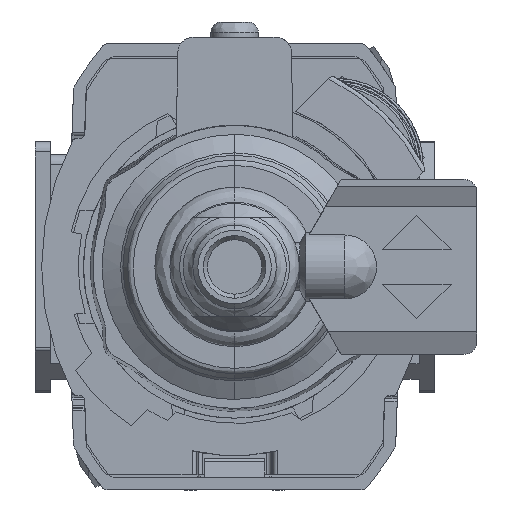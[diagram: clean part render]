
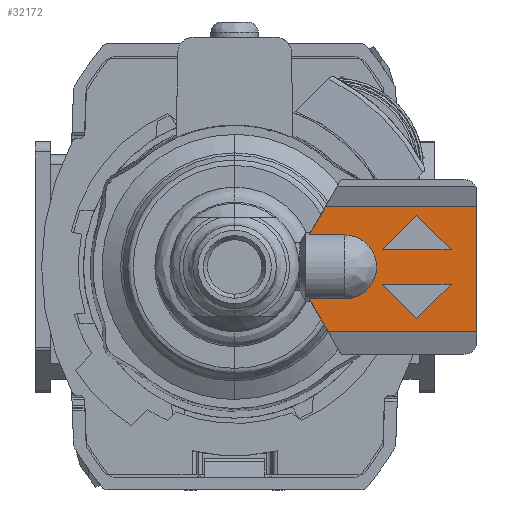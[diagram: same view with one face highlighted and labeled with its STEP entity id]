
A CAD part, front view. The second image highlights one B-rep face of the part: STEP entity #32172.
In plain terms, the highlighted planar face has unit normal (0, -1, 0).
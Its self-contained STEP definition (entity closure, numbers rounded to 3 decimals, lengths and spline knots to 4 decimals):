
#45 = LINE ( 'NONE', #3650, #17652 ) ;
#221 = CARTESIAN_POINT ( 'NONE',  ( 1.1122, -4.2446, -0.0787 ) ) ;
#684 = ORIENTED_EDGE ( 'NONE', *, *, #16997, .F. ) ;
#880 = CARTESIAN_POINT ( 'NONE',  ( 0.4168, -4.2446, 0.2756 ) ) ;
#1018 = EDGE_CURVE ( 'NONE', #19609, #41390, #25361, .T. ) ;
#1522 = EDGE_CURVE ( 'NONE', #25735, #19609, #3825, .T. ) ;
#1590 = VERTEX_POINT ( 'NONE', #33757 ) ;
#1768 = AXIS2_PLACEMENT_3D ( 'NONE', #2280, #37488, #14703 ) ;
#2155 = CARTESIAN_POINT ( 'NONE',  ( 1.1115, -4.2446, -0.2981 ) ) ;
#2280 = CARTESIAN_POINT ( 'NONE',  ( 1.1122, -4.2446, 0.2756 ) ) ;
#2604 = LINE ( 'NONE', #37797, #22772 ) ;
#2754 = VECTOR ( 'NONE', #29378, 39.3701 ) ;
#3123 = EDGE_CURVE ( 'NONE', #17647, #39009, #26942, .T. ) ;
#3462 = LINE ( 'NONE', #15641, #17508 ) ;
#3577 = CARTESIAN_POINT ( 'NONE',  ( 1.1115, -4.2446, 0.2756 ) ) ;
#3622 = CARTESIAN_POINT ( 'NONE',  ( 0.8358, -4.2446, 0.2362 ) ) ;
#3650 = CARTESIAN_POINT ( 'NONE',  ( 0.9933, -4.2446, 0.0787 ) ) ;
#3825 = LINE ( 'NONE', #9498, #4195 ) ;
#4195 = VECTOR ( 'NONE', #16618, 39.3701 ) ;
#5008 = CARTESIAN_POINT ( 'NONE',  ( 0.6783, -4.2446, 0.0787 ) ) ;
#5108 = DIRECTION ( 'NONE',  ( -0.707, 0., -0.707 ) ) ;
#5446 = EDGE_CURVE ( 'NONE', #41390, #25775, #35546, .T. ) ;
#5514 = DIRECTION ( 'NONE',  ( -1., 0., 0. ) ) ;
#5578 = ORIENTED_EDGE ( 'NONE', *, *, #20366, .F. ) ;
#6662 = VECTOR ( 'NONE', #5514, 39.3701 ) ;
#7038 = ORIENTED_EDGE ( 'NONE', *, *, #25728, .F. ) ;
#7212 = CARTESIAN_POINT ( 'NONE',  ( 0.4297, -4.2446, -0.2981 ) ) ;
#7307 = EDGE_LOOP ( 'NONE', ( #21558, #30998, #10409, #13794, #40321, #40562, #25274, #40769 ) ) ;
#8047 = CARTESIAN_POINT ( 'NONE',  ( 0.6626, -4.2446, -0.1466 ) ) ;
#8200 = CARTESIAN_POINT ( 'NONE',  ( 0.6783, -4.2446, -0.0787 ) ) ;
#8313 = CARTESIAN_POINT ( 'NONE',  ( 0.8358, -4.2446, -0.2362 ) ) ;
#9498 = CARTESIAN_POINT ( 'NONE',  ( 1.1122, -4.2446, 0.2756 ) ) ;
#9941 = DIRECTION ( 'NONE',  ( -0.707, 0., 0.707 ) ) ;
#10409 = ORIENTED_EDGE ( 'NONE', *, *, #14909, .F. ) ;
#11406 = LINE ( 'NONE', #24267, #16318 ) ;
#11739 = PLANE ( 'NONE',  #1768 ) ;
#12623 = ORIENTED_EDGE ( 'NONE', *, *, #38157, .F. ) ;
#13021 = VECTOR ( 'NONE', #35854, 39.3701 ) ;
#13771 = CARTESIAN_POINT ( 'NONE',  ( 0.6783, -4.2446, -0.0787 ) ) ;
#13794 = ORIENTED_EDGE ( 'NONE', *, *, #5446, .F. ) ;
#14579 = AXIS2_PLACEMENT_3D ( 'NONE', #21593, #38476, #28343 ) ;
#14703 = DIRECTION ( 'NONE',  ( 0., 0., 1. ) ) ;
#14909 = EDGE_CURVE ( 'NONE', #25775, #34018, #3462, .T. ) ;
#15319 = VERTEX_POINT ( 'NONE', #3622 ) ;
#15641 = CARTESIAN_POINT ( 'NONE',  ( 0.4297, -4.2446, -0.2981 ) ) ;
#16232 = VECTOR ( 'NONE', #38029, 39.3701 ) ;
#16318 = VECTOR ( 'NONE', #5108, 39.3701 ) ;
#16491 = VECTOR ( 'NONE', #28988, 39.3701 ) ;
#16588 = ORIENTED_EDGE ( 'NONE', *, *, #3123, .F. ) ;
#16618 = DIRECTION ( 'NONE',  ( 1., 0., 0. ) ) ;
#16997 = EDGE_CURVE ( 'NONE', #39009, #1590, #17860, .T. ) ;
#17508 = VECTOR ( 'NONE', #19430, 39.3701 ) ;
#17642 = DIRECTION ( 'NONE',  ( 0.707, 0., -0.707 ) ) ;
#17647 = VERTEX_POINT ( 'NONE', #13771 ) ;
#17652 = VECTOR ( 'NONE', #9941, 39.3701 ) ;
#17860 = LINE ( 'NONE', #30776, #37539 ) ;
#17925 = EDGE_CURVE ( 'NONE', #36299, #25735, #2604, .T. ) ;
#18089 = EDGE_LOOP ( 'NONE', ( #12623, #684, #16588 ) ) ;
#18291 = EDGE_CURVE ( 'NONE', #34277, #36299, #21922, .T. ) ;
#18775 = DIRECTION ( 'NONE',  ( 0.5, 0., 0.866 ) ) ;
#19430 = DIRECTION ( 'NONE',  ( -0.5, 0., 0.866 ) ) ;
#19609 = VERTEX_POINT ( 'NONE', #3577 ) ;
#19643 = CARTESIAN_POINT ( 'NONE',  ( 1.1122, -4.2446, 0.0787 ) ) ;
#20366 = EDGE_CURVE ( 'NONE', #34662, #33907, #32564, .T. ) ;
#20453 = EDGE_LOOP ( 'NONE', ( #40125, #7038, #5578 ) ) ;
#20830 = CARTESIAN_POINT ( 'NONE',  ( 0.5051, -4.2446, -0.1466 ) ) ;
#21558 = ORIENTED_EDGE ( 'NONE', *, *, #30004, .F. ) ;
#21593 = CARTESIAN_POINT ( 'NONE',  ( 0.5051, -4.2446, 0. ) ) ;
#21922 = LINE ( 'NONE', #34402, #6662 ) ;
#22772 = VECTOR ( 'NONE', #18775, 39.3701 ) ;
#23983 = EDGE_CURVE ( 'NONE', #15319, #34662, #11406, .T. ) ;
#24207 = DIRECTION ( 'NONE',  ( 0.707, 0., 0.707 ) ) ;
#24267 = CARTESIAN_POINT ( 'NONE',  ( 0.8358, -4.2446, 0.2362 ) ) ;
#24513 = CARTESIAN_POINT ( 'NONE',  ( 0.3423, -4.2446, -0.1466 ) ) ;
#24811 = FACE_BOUND ( 'NONE', #18089, .T. ) ;
#25147 = CARTESIAN_POINT ( 'NONE',  ( 1.1115, -4.2446, 0.2756 ) ) ;
#25274 = ORIENTED_EDGE ( 'NONE', *, *, #17925, .F. ) ;
#25361 = LINE ( 'NONE', #25147, #16232 ) ;
#25728 = EDGE_CURVE ( 'NONE', #33907, #15319, #45, .T. ) ;
#25735 = VERTEX_POINT ( 'NONE', #880 ) ;
#25775 = VERTEX_POINT ( 'NONE', #7212 ) ;
#26942 = LINE ( 'NONE', #8200, #31241 ) ;
#28343 = DIRECTION ( 'NONE',  ( 0., 0., -1. ) ) ;
#28988 = DIRECTION ( 'NONE',  ( -1., 0., 0. ) ) ;
#29378 = DIRECTION ( 'NONE',  ( 1., 0., 0. ) ) ;
#30004 = EDGE_CURVE ( 'NONE', #38411, #34277, #40872, .T. ) ;
#30399 = DIRECTION ( 'NONE',  ( 1., 0., 0. ) ) ;
#30507 = CARTESIAN_POINT ( 'NONE',  ( 0.3423, -4.2446, 0.1466 ) ) ;
#30776 = CARTESIAN_POINT ( 'NONE',  ( 0.8358, -4.2446, -0.2362 ) ) ;
#30998 = ORIENTED_EDGE ( 'NONE', *, *, #31533, .F. ) ;
#31030 = CARTESIAN_POINT ( 'NONE',  ( 0.5051, -4.2446, 0.1466 ) ) ;
#31241 = VECTOR ( 'NONE', #17642, 39.3701 ) ;
#31385 = FACE_BOUND ( 'NONE', #20453, .T. ) ;
#31533 = EDGE_CURVE ( 'NONE', #34018, #38411, #33152, .T. ) ;
#32064 = VECTOR ( 'NONE', #30399, 39.3701 ) ;
#32172 = ADVANCED_FACE ( 'NONE', ( #31385, #40675, #24811 ), #11739, .F. ) ;
#32564 = LINE ( 'NONE', #19643, #2754 ) ;
#32797 = CARTESIAN_POINT ( 'NONE',  ( 0.9933, -4.2446, 0.0787 ) ) ;
#33152 = LINE ( 'NONE', #8047, #32064 ) ;
#33757 = CARTESIAN_POINT ( 'NONE',  ( 0.9933, -4.2446, -0.0787 ) ) ;
#33907 = VERTEX_POINT ( 'NONE', #32797 ) ;
#34018 = VERTEX_POINT ( 'NONE', #24513 ) ;
#34277 = VERTEX_POINT ( 'NONE', #31030 ) ;
#34402 = CARTESIAN_POINT ( 'NONE',  ( 0.6626, -4.2446, 0.1466 ) ) ;
#34662 = VERTEX_POINT ( 'NONE', #5008 ) ;
#35546 = LINE ( 'NONE', #38493, #16491 ) ;
#35854 = DIRECTION ( 'NONE',  ( -1., 0., 0. ) ) ;
#36053 = LINE ( 'NONE', #221, #13021 ) ;
#36299 = VERTEX_POINT ( 'NONE', #30507 ) ;
#37488 = DIRECTION ( 'NONE',  ( 0., 1., 0. ) ) ;
#37539 = VECTOR ( 'NONE', #24207, 39.3701 ) ;
#37797 = CARTESIAN_POINT ( 'NONE',  ( 0.2576, -4.2446, 0. ) ) ;
#38029 = DIRECTION ( 'NONE',  ( 0., 0., -1. ) ) ;
#38157 = EDGE_CURVE ( 'NONE', #1590, #17647, #36053, .T. ) ;
#38411 = VERTEX_POINT ( 'NONE', #20830 ) ;
#38476 = DIRECTION ( 'NONE',  ( 0., -1., 0. ) ) ;
#38493 = CARTESIAN_POINT ( 'NONE',  ( 1.1122, -4.2446, -0.2981 ) ) ;
#39009 = VERTEX_POINT ( 'NONE', #8313 ) ;
#40125 = ORIENTED_EDGE ( 'NONE', *, *, #23983, .F. ) ;
#40321 = ORIENTED_EDGE ( 'NONE', *, *, #1018, .F. ) ;
#40562 = ORIENTED_EDGE ( 'NONE', *, *, #1522, .F. ) ;
#40675 = FACE_OUTER_BOUND ( 'NONE', #7307, .T. ) ;
#40769 = ORIENTED_EDGE ( 'NONE', *, *, #18291, .F. ) ;
#40872 = CIRCLE ( 'NONE', #14579, 0.1466 ) ;
#41390 = VERTEX_POINT ( 'NONE', #2155 ) ;
